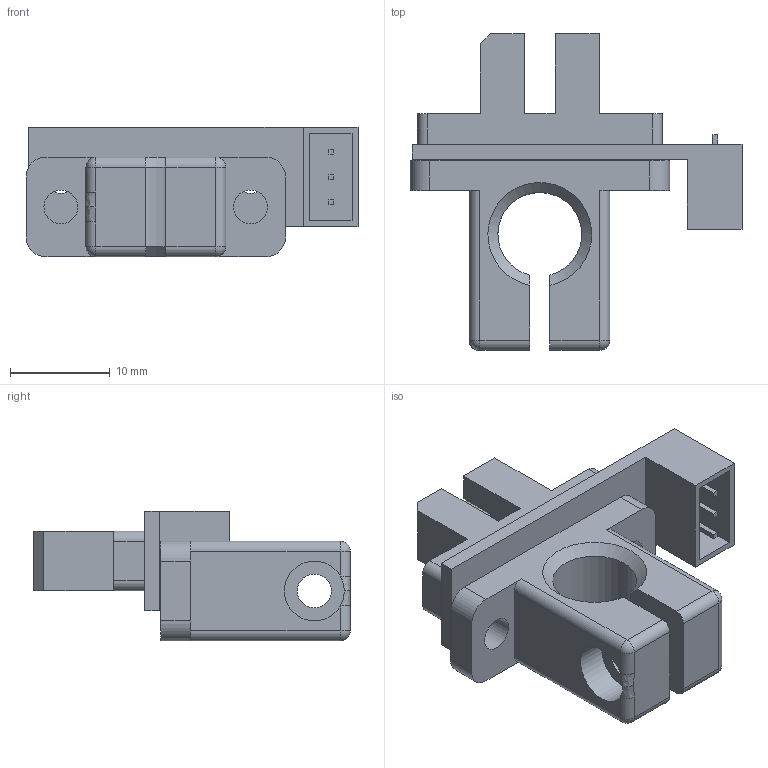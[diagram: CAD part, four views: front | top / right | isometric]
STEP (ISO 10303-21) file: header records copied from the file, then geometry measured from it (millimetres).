
FILE_DESCRIPTION(('FreeCAD Model'),'2;1');
FILE_NAME('Endstop_mount.step', '2017-01-22T19:12:04',('Ax Smith-Laffin'),('AxMod Box Mods Limited'), 'Open CASCADE STEP processor 6.8','FreeCAD','Unknown');
FILE_SCHEMA(('AUTOMOTIVE_DESIGN_CC2 { 1 2 10303 214 -1 1 5 4 }'));
Length unit declared in the file: millimetre
Products named in the file (3): ASSEMBLY; Optical_Endstop; Endstop_Mount_Final
Assembly tree (2 placements, depth 2):
  ASSEMBLY
    Optical_Endstop
    Endstop_Mount_Final
Bounding box: 33.25 x 31.7 x 13 mm (x, y, z)
Volume: 3286.2 mm3; surface area: 3658 mm2
Topology: 2 solids, 2 shells, 156 faces, 399 edges, 257 vertices
Faces by surface type: plane 111, cylinder 37, sphere 4, cone 2, bspline 2
Full cylindrical faces by diameter (mm): 3.3 x4, 3.4 x4, 6 x1
Entity records: 10638 total; most frequent: CARTESIAN_POINT 2631, DIRECTION 1463, LINE 990, VECTOR 990, ORIENTED_EDGE 790, PCURVE 790, DEFINITIONAL_REPRESENTATION 790, EDGE_CURVE 395
